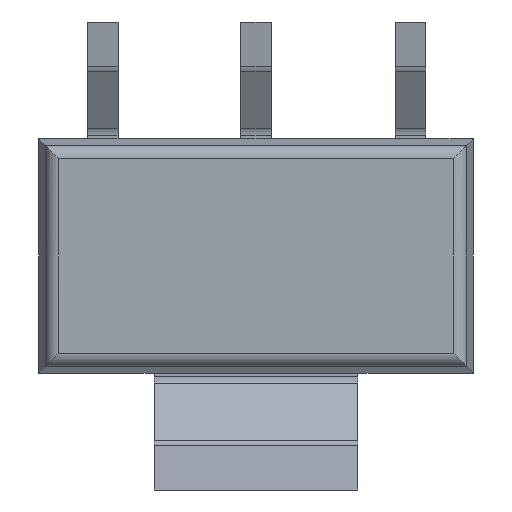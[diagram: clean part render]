
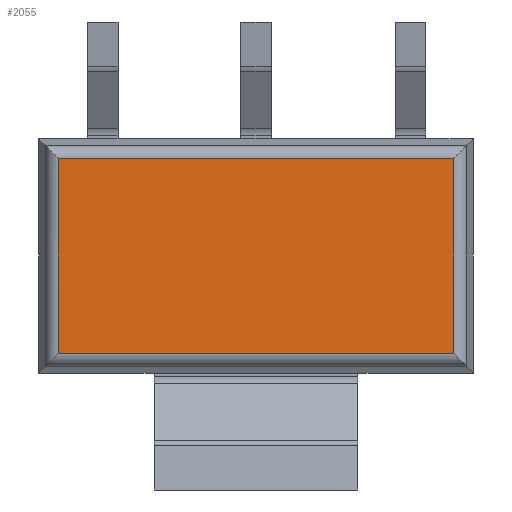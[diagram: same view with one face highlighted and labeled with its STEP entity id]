
A CAD part, front view. The second image highlights one B-rep face of the part: STEP entity #2055.
In plain terms, the highlighted planar face has unit normal (0, -1, 0).
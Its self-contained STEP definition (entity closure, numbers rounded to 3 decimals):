
#120 = EDGE_CURVE ( 'NONE', #2981, #3381, #4847, .T. ) ;
#234 = CARTESIAN_POINT ( 'NONE',  ( -2.955, -0.6, -1.614 ) ) ;
#268 = PLANE ( 'NONE',  #2898 ) ;
#703 = DIRECTION ( 'NONE',  ( 0., 0., -1. ) ) ;
#718 = DIRECTION ( 'NONE',  ( 0., 0., 1. ) ) ;
#764 = DIRECTION ( 'NONE',  ( 0., 0., 1. ) ) ;
#897 = ORIENTED_EDGE ( 'NONE', *, *, #120, .T. ) ;
#926 = DIRECTION ( 'NONE',  ( 1., 0., 0. ) ) ;
#1190 = ORIENTED_EDGE ( 'NONE', *, *, #4381, .T. ) ;
#1207 = LINE ( 'NONE', #4632, #5226 ) ;
#1368 = CARTESIAN_POINT ( 'NONE',  ( 2.955, -0.6, -1.455 ) ) ;
#1507 = VECTOR ( 'NONE', #926, 1000. ) ;
#1626 = EDGE_CURVE ( 'NONE', #2489, #2981, #3426, .T. ) ;
#1826 = CARTESIAN_POINT ( 'NONE',  ( 3.114, -0.6, -1.455 ) ) ;
#1830 = CARTESIAN_POINT ( 'NONE',  ( -2.955, -0.6, 1.455 ) ) ;
#2055 = ADVANCED_FACE ( 'NONE', ( #3486 ), #268, .F. ) ;
#2179 = VECTOR ( 'NONE', #703, 1000. ) ;
#2489 = VERTEX_POINT ( 'NONE', #4672 ) ;
#2598 = VERTEX_POINT ( 'NONE', #1368 ) ;
#2652 = LINE ( 'NONE', #1826, #1507 ) ;
#2886 = EDGE_LOOP ( 'NONE', ( #4939, #897, #1190, #5072 ) ) ;
#2898 = AXIS2_PLACEMENT_3D ( 'NONE', #3772, #5518, #718 ) ;
#2975 = CARTESIAN_POINT ( 'NONE',  ( -3.114, -0.6, 1.455 ) ) ;
#2981 = VERTEX_POINT ( 'NONE', #1830 ) ;
#3381 = VERTEX_POINT ( 'NONE', #4560 ) ;
#3426 = LINE ( 'NONE', #2975, #3693 ) ;
#3486 = FACE_OUTER_BOUND ( 'NONE', #2886, .T. ) ;
#3693 = VECTOR ( 'NONE', #4012, 1000. ) ;
#3772 = CARTESIAN_POINT ( 'NONE',  ( 0., -0.6, 0. ) ) ;
#4012 = DIRECTION ( 'NONE',  ( -1., 0., 0. ) ) ;
#4381 = EDGE_CURVE ( 'NONE', #3381, #2598, #2652, .T. ) ;
#4560 = CARTESIAN_POINT ( 'NONE',  ( -2.955, -0.6, -1.455 ) ) ;
#4632 = CARTESIAN_POINT ( 'NONE',  ( 2.955, -0.6, 1.614 ) ) ;
#4672 = CARTESIAN_POINT ( 'NONE',  ( 2.955, -0.6, 1.455 ) ) ;
#4847 = LINE ( 'NONE', #234, #2179 ) ;
#4939 = ORIENTED_EDGE ( 'NONE', *, *, #1626, .T. ) ;
#5072 = ORIENTED_EDGE ( 'NONE', *, *, #5376, .T. ) ;
#5226 = VECTOR ( 'NONE', #764, 1000. ) ;
#5376 = EDGE_CURVE ( 'NONE', #2598, #2489, #1207, .T. ) ;
#5518 = DIRECTION ( 'NONE',  ( 0., 1., 0. ) ) ;
